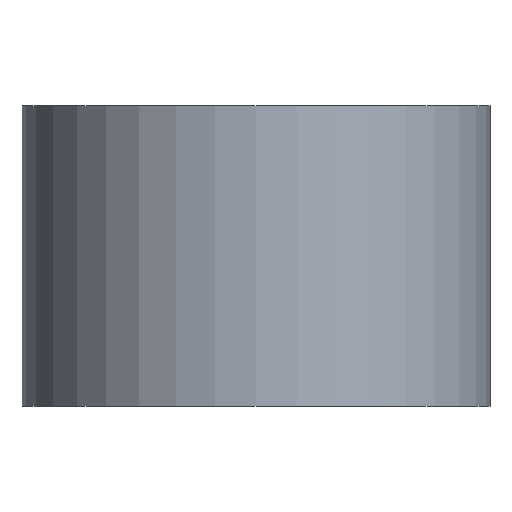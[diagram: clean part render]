
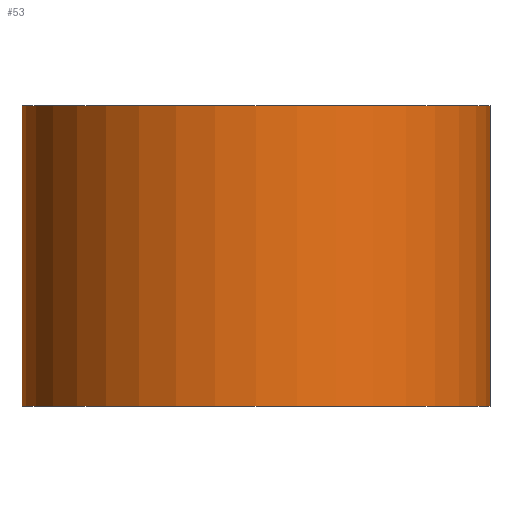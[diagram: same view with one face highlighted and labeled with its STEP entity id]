
A CAD part, front view. The second image highlights one B-rep face of the part: STEP entity #53.
In plain terms, the highlighted cylindrical face has radius 2.8 mm (diameter 5.6 mm), a full revolution.
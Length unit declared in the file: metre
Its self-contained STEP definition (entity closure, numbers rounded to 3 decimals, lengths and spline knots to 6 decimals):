
#12=CYLINDRICAL_SURFACE('',#72,0.0028);
#16=ORIENTED_EDGE('',*,*,#24,.T.);
#17=ORIENTED_EDGE('',*,*,#23,.F.);
#23=EDGE_CURVE('',#27,#27,#31,.T.);
#24=EDGE_CURVE('',#28,#28,#32,.T.);
#27=VERTEX_POINT('',#100);
#28=VERTEX_POINT('',#103);
#31=CIRCLE('',#71,0.0028);
#32=CIRCLE('',#73,0.0028);
#36=EDGE_LOOP('',(#16));
#37=EDGE_LOOP('',(#17));
#44=FACE_BOUND('',#36,.T.);
#45=FACE_BOUND('',#37,.T.);
#53=ADVANCED_FACE('',(#44,#45),#12,.T.);
#71=AXIS2_PLACEMENT_3D('',#99,#83,#84);
#72=AXIS2_PLACEMENT_3D('',#101,#85,#86);
#73=AXIS2_PLACEMENT_3D('',#102,#87,#88);
#83=DIRECTION('',(0.,0.,1.));
#84=DIRECTION('',(1.,0.,0.));
#85=DIRECTION('',(0.,0.,-1.));
#86=DIRECTION('',(-1.,0.,0.));
#87=DIRECTION('',(0.,0.,1.));
#88=DIRECTION('',(1.,0.,0.));
#99=CARTESIAN_POINT('',(0.1405,-0.0525,0.0052));
#100=CARTESIAN_POINT('',(0.1433,-0.0525,0.0052));
#101=CARTESIAN_POINT('',(0.1405,-0.0525,0.016902));
#102=CARTESIAN_POINT('',(0.1405,-0.0525,0.0016));
#103=CARTESIAN_POINT('',(0.1433,-0.0525,0.0016));
